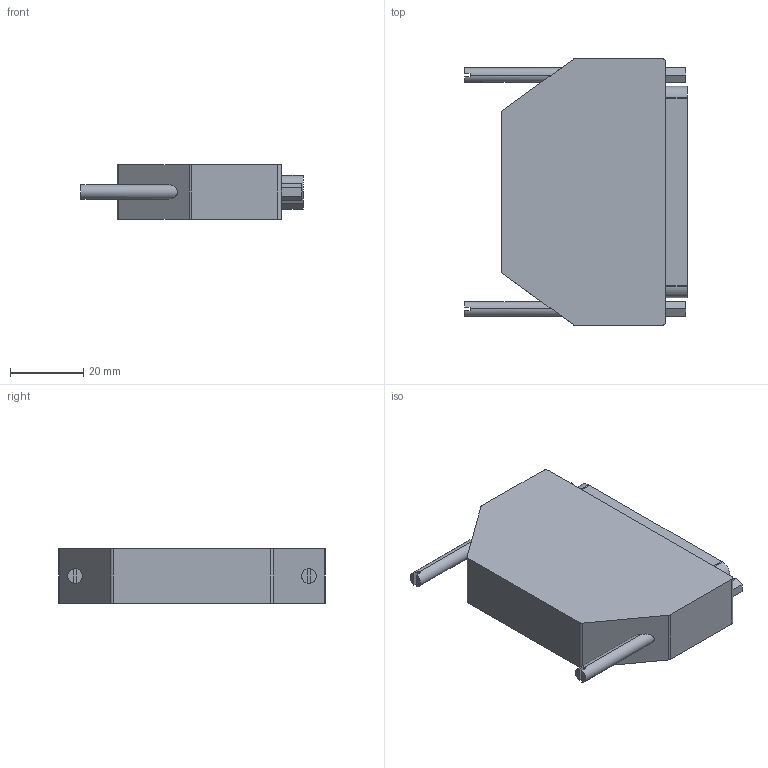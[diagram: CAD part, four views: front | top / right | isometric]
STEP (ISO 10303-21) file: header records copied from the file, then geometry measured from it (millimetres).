
FILE_DESCRIPTION(('STEP AP242'),'1');
FILE_NAME('connector_xzcchfdm370s.stp','2020-06-18T15:27:25',('TraceParts'),('TraceParts S.A.'),'Spatial InterOp 3D',' ',' ');
FILE_SCHEMA(('AP242_MANAGED_MODEL_BASED_3D_ENGINEERING_MIM_LF {1 0 10303 442 1 1 4}'));
Length unit declared in the file: millimetre
Products named in the file (1): connector_xzcchfdm370s
Bounding box: 61 x 73 x 15 mm (x, y, z)
Volume: 48666.9 mm3; surface area: 10794 mm2
Topology: 1 solids, 1 shells, 59 faces, 152 edges, 102 vertices
Faces by surface type: plane 41, cylinder 18
Entity records: 1823 total; most frequent: DIRECTION 318, CARTESIAN_POINT 314, ORIENTED_EDGE 304, EDGE_CURVE 152, AXIS2_PLACEMENT_3D 106, LINE 106, VECTOR 106, VERTEX_POINT 102
